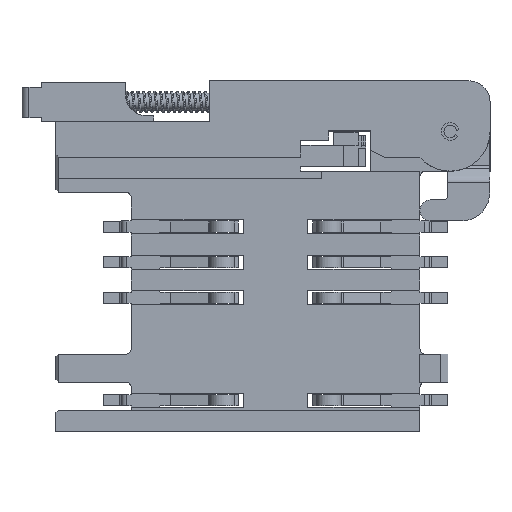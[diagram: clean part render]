
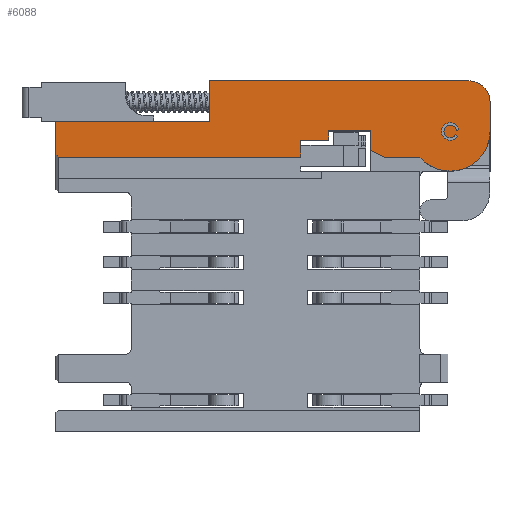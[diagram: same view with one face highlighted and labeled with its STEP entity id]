
A CAD part, top view. The second image highlights one B-rep face of the part: STEP entity #6088.
In plain terms, the highlighted planar face has unit normal (0, 0, 1).
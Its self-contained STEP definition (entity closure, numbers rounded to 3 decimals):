
#200 = VERTEX_POINT('',#201);
#201 = CARTESIAN_POINT('',(-15.7,10.,3.1));
#207 = EDGE_CURVE('',#200,#208,#210,.T.);
#208 = VERTEX_POINT('',#209);
#209 = CARTESIAN_POINT('',(-15.7,7.65,3.1));
#210 = LINE('',#211,#212);
#211 = CARTESIAN_POINT('',(-15.7,10.,3.1));
#212 = VECTOR('',#213,1.);
#213 = DIRECTION('',(0.,-1.,0.));
#6013 = VERTEX_POINT('',#6014);
#6014 = CARTESIAN_POINT('',(13.8,12.9,3.1));
#6020 = EDGE_CURVE('',#6021,#6013,#6023,.T.);
#6021 = VERTEX_POINT('',#6022);
#6022 = CARTESIAN_POINT('',(-4.7,12.9,3.1));
#6023 = LINE('',#6024,#6025);
#6024 = CARTESIAN_POINT('',(-4.7,12.9,3.1));
#6025 = VECTOR('',#6026,1.);
#6026 = DIRECTION('',(1.,0.,0.));
#6062 = VERTEX_POINT('',#6063);
#6063 = CARTESIAN_POINT('',(15.3,11.4,3.1));
#6077 = EDGE_CURVE('',#6062,#6013,#6078,.T.);
#6078 = CIRCLE('',#6079,1.5);
#6079 = AXIS2_PLACEMENT_3D('',#6080,#6081,#6082);
#6080 = CARTESIAN_POINT('',(13.8,11.4,3.1));
#6081 = DIRECTION('',(0.,0.,1.));
#6082 = DIRECTION('',(1.,0.,0.));
#6088 = ADVANCED_FACE('',(#6089,#6195),#6231,.T.);
#6089 = FACE_BOUND('',#6090,.F.);
#6090 = EDGE_LOOP('',(#6091,#6092,#6100,#6109,#6117,#6125,#6133,#6141,
    #6149,#6157,#6165,#6173,#6179,#6180,#6188,#6194));
#6091 = ORIENTED_EDGE('',*,*,#6077,.F.);
#6092 = ORIENTED_EDGE('',*,*,#6093,.F.);
#6093 = EDGE_CURVE('',#6094,#6062,#6096,.T.);
#6094 = VERTEX_POINT('',#6095);
#6095 = CARTESIAN_POINT('',(15.3,9.288,3.1));
#6096 = LINE('',#6097,#6098);
#6097 = CARTESIAN_POINT('',(15.3,9.288,3.1));
#6098 = VECTOR('',#6099,1.);
#6099 = DIRECTION('',(0.,1.,0.));
#6100 = ORIENTED_EDGE('',*,*,#6101,.T.);
#6101 = EDGE_CURVE('',#6094,#6102,#6104,.T.);
#6102 = VERTEX_POINT('',#6103);
#6103 = CARTESIAN_POINT('',(10.3,7.45,3.1));
#6104 = CIRCLE('',#6105,2.838);
#6105 = AXIS2_PLACEMENT_3D('',#6106,#6107,#6108);
#6106 = CARTESIAN_POINT('',(12.462,9.288,3.1));
#6107 = DIRECTION('',(0.,0.,-1.));
#6108 = DIRECTION('',(1.,0.,0.));
#6109 = ORIENTED_EDGE('',*,*,#6110,.F.);
#6110 = EDGE_CURVE('',#6111,#6102,#6113,.T.);
#6111 = VERTEX_POINT('',#6112);
#6112 = CARTESIAN_POINT('',(7.8,7.45,3.1));
#6113 = LINE('',#6114,#6115);
#6114 = CARTESIAN_POINT('',(7.8,7.45,3.1));
#6115 = VECTOR('',#6116,1.);
#6116 = DIRECTION('',(1.,0.,0.));
#6117 = ORIENTED_EDGE('',*,*,#6118,.T.);
#6118 = EDGE_CURVE('',#6111,#6119,#6121,.T.);
#6119 = VERTEX_POINT('',#6120);
#6120 = CARTESIAN_POINT('',(6.8,7.95,3.1));
#6121 = LINE('',#6122,#6123);
#6122 = CARTESIAN_POINT('',(7.8,7.45,3.1));
#6123 = VECTOR('',#6124,1.);
#6124 = DIRECTION('',(-0.894,0.447,0.));
#6125 = ORIENTED_EDGE('',*,*,#6126,.T.);
#6126 = EDGE_CURVE('',#6119,#6127,#6129,.T.);
#6127 = VERTEX_POINT('',#6128);
#6128 = CARTESIAN_POINT('',(6.8,9.35,3.1));
#6129 = LINE('',#6130,#6131);
#6130 = CARTESIAN_POINT('',(6.8,7.95,3.1));
#6131 = VECTOR('',#6132,1.);
#6132 = DIRECTION('',(0.,1.,0.));
#6133 = ORIENTED_EDGE('',*,*,#6134,.T.);
#6134 = EDGE_CURVE('',#6127,#6135,#6137,.T.);
#6135 = VERTEX_POINT('',#6136);
#6136 = CARTESIAN_POINT('',(3.8,9.35,3.1));
#6137 = LINE('',#6138,#6139);
#6138 = CARTESIAN_POINT('',(6.8,9.35,3.1));
#6139 = VECTOR('',#6140,1.);
#6140 = DIRECTION('',(-1.,0.,0.));
#6141 = ORIENTED_EDGE('',*,*,#6142,.T.);
#6142 = EDGE_CURVE('',#6135,#6143,#6145,.T.);
#6143 = VERTEX_POINT('',#6144);
#6144 = CARTESIAN_POINT('',(3.8,8.65,3.1));
#6145 = LINE('',#6146,#6147);
#6146 = CARTESIAN_POINT('',(3.8,9.35,3.1));
#6147 = VECTOR('',#6148,1.);
#6148 = DIRECTION('',(0.,-1.,0.));
#6149 = ORIENTED_EDGE('',*,*,#6150,.T.);
#6150 = EDGE_CURVE('',#6143,#6151,#6153,.T.);
#6151 = VERTEX_POINT('',#6152);
#6152 = CARTESIAN_POINT('',(1.8,8.65,3.1));
#6153 = LINE('',#6154,#6155);
#6154 = CARTESIAN_POINT('',(3.8,8.65,3.1));
#6155 = VECTOR('',#6156,1.);
#6156 = DIRECTION('',(-1.,0.,0.));
#6157 = ORIENTED_EDGE('',*,*,#6158,.F.);
#6158 = EDGE_CURVE('',#6159,#6151,#6161,.T.);
#6159 = VERTEX_POINT('',#6160);
#6160 = CARTESIAN_POINT('',(1.8,7.45,3.1));
#6161 = LINE('',#6162,#6163);
#6162 = CARTESIAN_POINT('',(1.8,7.45,3.1));
#6163 = VECTOR('',#6164,1.);
#6164 = DIRECTION('',(0.,1.,0.));
#6165 = ORIENTED_EDGE('',*,*,#6166,.F.);
#6166 = EDGE_CURVE('',#6167,#6159,#6169,.T.);
#6167 = VERTEX_POINT('',#6168);
#6168 = CARTESIAN_POINT('',(-15.5,7.45,3.1));
#6169 = LINE('',#6170,#6171);
#6170 = CARTESIAN_POINT('',(-15.5,7.45,3.1));
#6171 = VECTOR('',#6172,1.);
#6172 = DIRECTION('',(1.,0.,0.));
#6173 = ORIENTED_EDGE('',*,*,#6174,.F.);
#6174 = EDGE_CURVE('',#208,#6167,#6175,.T.);
#6175 = LINE('',#6176,#6177);
#6176 = CARTESIAN_POINT('',(-15.7,7.65,3.1));
#6177 = VECTOR('',#6178,1.);
#6178 = DIRECTION('',(0.707,-0.707,0.));
#6179 = ORIENTED_EDGE('',*,*,#207,.F.);
#6180 = ORIENTED_EDGE('',*,*,#6181,.T.);
#6181 = EDGE_CURVE('',#200,#6182,#6184,.T.);
#6182 = VERTEX_POINT('',#6183);
#6183 = CARTESIAN_POINT('',(-4.7,10.,3.1));
#6184 = LINE('',#6185,#6186);
#6185 = CARTESIAN_POINT('',(-15.7,10.,3.1));
#6186 = VECTOR('',#6187,1.);
#6187 = DIRECTION('',(1.,0.,0.));
#6188 = ORIENTED_EDGE('',*,*,#6189,.F.);
#6189 = EDGE_CURVE('',#6021,#6182,#6190,.T.);
#6190 = LINE('',#6191,#6192);
#6191 = CARTESIAN_POINT('',(-4.7,12.9,3.1));
#6192 = VECTOR('',#6193,1.);
#6193 = DIRECTION('',(0.,-1.,0.));
#6194 = ORIENTED_EDGE('',*,*,#6020,.T.);
#6195 = FACE_BOUND('',#6196,.F.);
#6196 = EDGE_LOOP('',(#6197,#6207,#6216,#6224));
#6197 = ORIENTED_EDGE('',*,*,#6198,.T.);
#6198 = EDGE_CURVE('',#6199,#6201,#6203,.T.);
#6199 = VERTEX_POINT('',#6200);
#6200 = CARTESIAN_POINT('',(12.907,9.346,3.1));
#6201 = VERTEX_POINT('',#6202);
#6202 = CARTESIAN_POINT('',(13.073,9.421,3.1));
#6203 = LINE('',#6204,#6205);
#6204 = CARTESIAN_POINT('',(12.907,9.346,3.1));
#6205 = VECTOR('',#6206,1.);
#6206 = DIRECTION('',(0.911,0.411,0.));
#6207 = ORIENTED_EDGE('',*,*,#6208,.T.);
#6208 = EDGE_CURVE('',#6201,#6209,#6211,.T.);
#6209 = VERTEX_POINT('',#6210);
#6210 = CARTESIAN_POINT('',(12.993,8.957,3.1));
#6211 = CIRCLE('',#6212,0.625);
#6212 = AXIS2_PLACEMENT_3D('',#6213,#6214,#6215);
#6213 = CARTESIAN_POINT('',(12.462,9.288,3.1));
#6214 = DIRECTION('',(0.,0.,1.));
#6215 = DIRECTION('',(0.977,0.214,0.));
#6216 = ORIENTED_EDGE('',*,*,#6217,.T.);
#6217 = EDGE_CURVE('',#6209,#6218,#6220,.T.);
#6218 = VERTEX_POINT('',#6219);
#6219 = CARTESIAN_POINT('',(12.843,9.051,3.1));
#6220 = LINE('',#6221,#6222);
#6221 = CARTESIAN_POINT('',(12.993,8.957,3.1));
#6222 = VECTOR('',#6223,1.);
#6223 = DIRECTION('',(-0.849,0.529,0.));
#6224 = ORIENTED_EDGE('',*,*,#6225,.F.);
#6225 = EDGE_CURVE('',#6199,#6218,#6226,.T.);
#6226 = CIRCLE('',#6227,0.449);
#6227 = AXIS2_PLACEMENT_3D('',#6228,#6229,#6230);
#6228 = CARTESIAN_POINT('',(12.462,9.288,3.1));
#6229 = DIRECTION('',(0.,0.,1.));
#6230 = DIRECTION('',(0.991,0.131,0.));
#6231 = PLANE('',#6232);
#6232 = AXIS2_PLACEMENT_3D('',#6233,#6234,#6235);
#6233 = CARTESIAN_POINT('',(-15.7,12.9,3.1));
#6234 = DIRECTION('',(0.,0.,1.));
#6235 = DIRECTION('',(0.,-1.,0.));
